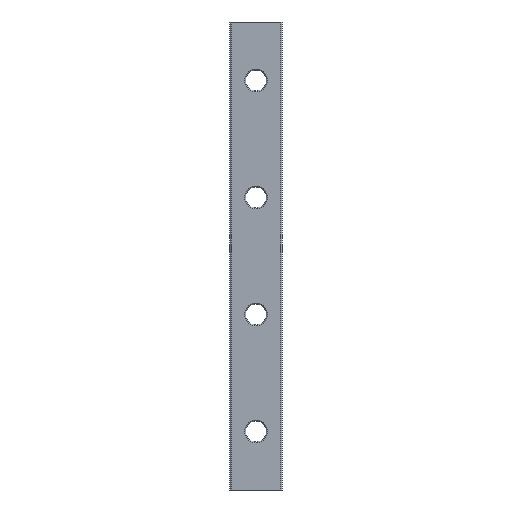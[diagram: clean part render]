
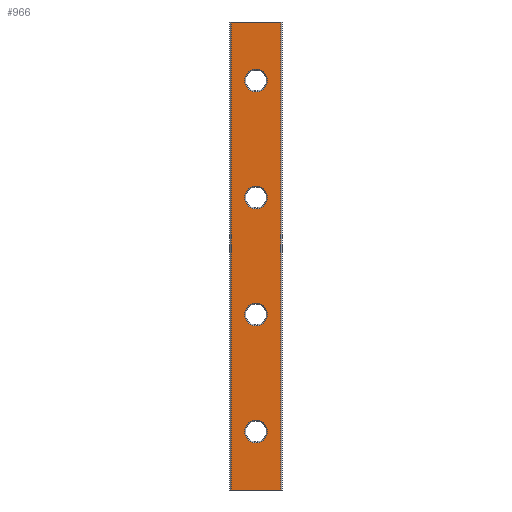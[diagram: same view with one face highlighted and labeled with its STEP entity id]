
A CAD part, front view. The second image highlights one B-rep face of the part: STEP entity #966.
In plain terms, the highlighted planar face has unit normal (0, -1, 0).
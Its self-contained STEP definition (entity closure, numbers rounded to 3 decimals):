
#24=PLANE('',#1054);
#62=LINE('',#1546,#124);
#66=LINE('',#1553,#128);
#67=LINE('',#1555,#129);
#68=LINE('',#1556,#130);
#124=VECTOR('',#1253,80.);
#128=VECTOR('',#1259,80.);
#129=VECTOR('',#1262,8.4);
#130=VECTOR('',#1263,8.4);
#206=FACE_BOUND('',#315,.T.);
#207=FACE_BOUND('',#316,.T.);
#208=FACE_BOUND('',#317,.T.);
#209=FACE_BOUND('',#318,.T.);
#240=FACE_OUTER_BOUND('',#314,.T.);
#314=EDGE_LOOP('',(#706,#707,#708,#709));
#315=EDGE_LOOP('',(#710));
#316=EDGE_LOOP('',(#711));
#317=EDGE_LOOP('',(#712));
#318=EDGE_LOOP('',(#713,#714));
#358=CIRCLE('',#1008,1.95);
#360=CIRCLE('',#1011,1.95);
#362=CIRCLE('',#1014,1.95);
#367=CIRCLE('',#1023,1.95);
#382=CIRCLE('',#1055,1.95);
#420=VERTEX_POINT('',#1431);
#422=VERTEX_POINT('',#1436);
#424=VERTEX_POINT('',#1441);
#430=VERTEX_POINT('',#1456);
#431=VERTEX_POINT('',#1458);
#463=VERTEX_POINT('',#1543);
#464=VERTEX_POINT('',#1545);
#465=VERTEX_POINT('',#1549);
#466=VERTEX_POINT('',#1551);
#510=EDGE_CURVE('',#420,#420,#358,.T.);
#512=EDGE_CURVE('',#422,#422,#360,.T.);
#514=EDGE_CURVE('',#424,#424,#362,.T.);
#520=EDGE_CURVE('',#430,#431,#367,.T.);
#559=EDGE_CURVE('',#463,#464,#62,.T.);
#563=EDGE_CURVE('',#466,#465,#66,.T.);
#564=EDGE_CURVE('',#465,#463,#67,.T.);
#565=EDGE_CURVE('',#464,#466,#68,.T.);
#566=EDGE_CURVE('',#431,#430,#382,.T.);
#706=ORIENTED_EDGE('',*,*,#564,.F.);
#707=ORIENTED_EDGE('',*,*,#563,.F.);
#708=ORIENTED_EDGE('',*,*,#565,.F.);
#709=ORIENTED_EDGE('',*,*,#559,.F.);
#710=ORIENTED_EDGE('',*,*,#514,.T.);
#711=ORIENTED_EDGE('',*,*,#512,.T.);
#712=ORIENTED_EDGE('',*,*,#510,.T.);
#713=ORIENTED_EDGE('',*,*,#566,.F.);
#714=ORIENTED_EDGE('',*,*,#520,.F.);
#966=ADVANCED_FACE('',(#240,#206,#207,#208,#209),#24,.F.);
#1008=AXIS2_PLACEMENT_3D('',#1432,#1138,#1139);
#1011=AXIS2_PLACEMENT_3D('',#1437,#1144,#1145);
#1014=AXIS2_PLACEMENT_3D('',#1442,#1150,#1151);
#1023=AXIS2_PLACEMENT_3D('',#1459,#1169,#1170);
#1054=AXIS2_PLACEMENT_3D('',#1554,#1260,#1261);
#1055=AXIS2_PLACEMENT_3D('',#1557,#1264,#1265);
#1138=DIRECTION('center_axis',(0.,1.,0.));
#1139=DIRECTION('ref_axis',(-1.,0.,0.));
#1144=DIRECTION('center_axis',(0.,1.,0.));
#1145=DIRECTION('ref_axis',(-1.,0.,0.));
#1150=DIRECTION('center_axis',(0.,1.,0.));
#1151=DIRECTION('ref_axis',(-1.,0.,0.));
#1169=DIRECTION('center_axis',(0.,-1.,0.));
#1170=DIRECTION('ref_axis',(0.,0.,-1.));
#1253=DIRECTION('',(0.,0.,1.));
#1259=DIRECTION('',(0.,0.,-1.));
#1260=DIRECTION('center_axis',(0.,1.,0.));
#1261=DIRECTION('ref_axis',(-1.,0.,0.));
#1262=DIRECTION('',(-1.,0.,0.));
#1263=DIRECTION('',(1.,0.,0.));
#1264=DIRECTION('center_axis',(0.,-1.,0.));
#1265=DIRECTION('ref_axis',(0.,0.,-1.));
#1431=CARTESIAN_POINT('',(1.95,-4.5,-20.));
#1432=CARTESIAN_POINT('Origin',(0.,-4.5,-20.));
#1436=CARTESIAN_POINT('',(1.95,-4.5,-40.));
#1437=CARTESIAN_POINT('Origin',(0.,-4.5,-40.));
#1441=CARTESIAN_POINT('',(1.95,-4.5,-60.));
#1442=CARTESIAN_POINT('Origin',(0.,-4.5,-60.));
#1456=CARTESIAN_POINT('',(-1.95,-4.5,0.));
#1458=CARTESIAN_POINT('',(1.95,-4.5,0.));
#1459=CARTESIAN_POINT('Origin',(0.,-4.5,
0.));
#1543=CARTESIAN_POINT('',(-4.2,-4.5,-70.));
#1545=CARTESIAN_POINT('',(-4.2,-4.5,10.));
#1546=CARTESIAN_POINT('',(-4.2,-4.5,15.));
#1549=CARTESIAN_POINT('',(4.2,-4.5,-70.));
#1551=CARTESIAN_POINT('',(4.2,-4.5,10.));
#1553=CARTESIAN_POINT('',(4.2,-4.5,15.));
#1554=CARTESIAN_POINT('Origin',(-4.2,-4.5,15.));
#1555=CARTESIAN_POINT('',(-4.2,-4.5,-70.));
#1556=CARTESIAN_POINT('',(-4.2,-4.5,10.));
#1557=CARTESIAN_POINT('Origin',(0.,-4.5,
0.));
